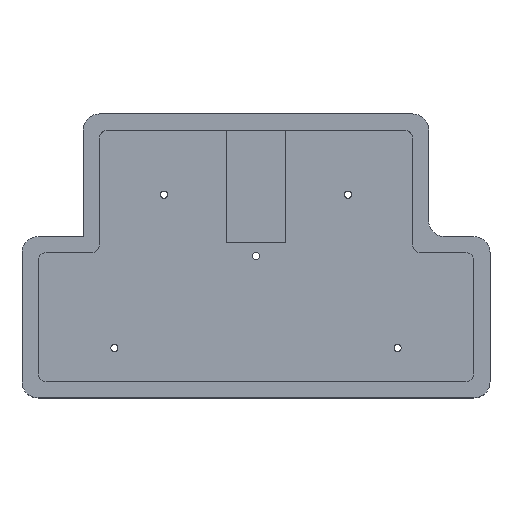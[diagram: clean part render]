
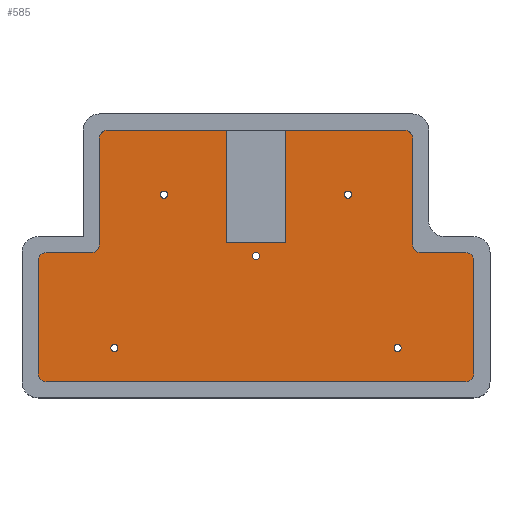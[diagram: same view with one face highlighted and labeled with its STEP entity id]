
A CAD part, top view. The second image highlights one B-rep face of the part: STEP entity #585.
In plain terms, the highlighted planar face has unit normal (0, 0, 1).
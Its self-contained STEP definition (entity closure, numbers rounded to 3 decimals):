
#192=CARTESIAN_POINT('',(-48.626,3.499,3.));
#193=VERTEX_POINT('',#192);
#194=CARTESIAN_POINT('',(-48.626,36.598,3.));
#195=VERTEX_POINT('',#194);
#196=CARTESIAN_POINT('',(-48.626,3.499,3.));
#197=DIRECTION('',(0.,1.,0.));
#198=VECTOR('',#197,33.099);
#199=LINE('',#196,#198);
#200=EDGE_CURVE('',#193,#195,#199,.T.);
#319=CARTESIAN_POINT('',(-66.77,-38.36,3.));
#320=DIRECTION('',(0.,0.,1.));
#321=DIRECTION('',(1.,0.,0.));
#322=AXIS2_PLACEMENT_3D('',#319,#320,#321);
#323=PLANE('',#322);
#324=CARTESIAN_POINT('',(-46.126,39.098,3.));
#325=VERTEX_POINT('',#324);
#326=CARTESIAN_POINT('',(-9.251,39.098,3.));
#327=VERTEX_POINT('',#326);
#328=CARTESIAN_POINT('',(-46.126,39.098,3.));
#329=DIRECTION('',(1.,0.,-0.));
#330=VECTOR('',#329,36.876);
#331=LINE('',#328,#330);
#332=EDGE_CURVE('',#325,#327,#331,.T.);
#333=ORIENTED_EDGE('',*,*,#332,.F.);
#334=CARTESIAN_POINT('',(-46.126,36.598,3.));
#335=DIRECTION('',(0.,0.,1.));
#336=DIRECTION('',(1.,0.,-0.));
#337=AXIS2_PLACEMENT_3D('',#334,#335,#336);
#338=CIRCLE('',#337,2.5);
#339=EDGE_CURVE('',#325,#195,#338,.T.);
#340=ORIENTED_EDGE('',*,*,#339,.T.);
#341=ORIENTED_EDGE('',*,*,#200,.F.);
#342=CARTESIAN_POINT('',(-51.126,0.999,3.));
#343=VERTEX_POINT('',#342);
#344=CARTESIAN_POINT('',(-51.126,3.499,3.));
#345=DIRECTION('',(0.,0.,1.));
#346=DIRECTION('',(1.,0.,-0.));
#347=AXIS2_PLACEMENT_3D('',#344,#345,#346);
#348=CIRCLE('',#347,2.5);
#349=EDGE_CURVE('',#343,#193,#348,.T.);
#350=ORIENTED_EDGE('',*,*,#349,.F.);
#351=CARTESIAN_POINT('',(-65.175,0.998,3.));
#352=VERTEX_POINT('',#351);
#353=CARTESIAN_POINT('',(-65.175,0.998,3.));
#354=DIRECTION('',(1.,0.,0.));
#355=VECTOR('',#354,14.049);
#356=LINE('',#353,#355);
#357=EDGE_CURVE('',#352,#343,#356,.T.);
#358=ORIENTED_EDGE('',*,*,#357,.F.);
#359=CARTESIAN_POINT('',(-67.675,-1.502,3.));
#360=VERTEX_POINT('',#359);
#361=CARTESIAN_POINT('',(-65.175,-1.502,3.));
#362=DIRECTION('',(0.,0.,1.));
#363=DIRECTION('',(1.,0.,-0.));
#364=AXIS2_PLACEMENT_3D('',#361,#362,#363);
#365=CIRCLE('',#364,2.5);
#366=EDGE_CURVE('',#352,#360,#365,.T.);
#367=ORIENTED_EDGE('',*,*,#366,.T.);
#368=CARTESIAN_POINT('',(-67.675,-36.602,3.));
#369=VERTEX_POINT('',#368);
#370=CARTESIAN_POINT('',(-67.675,-1.502,3.));
#371=DIRECTION('',(0.,-1.,0.));
#372=VECTOR('',#371,35.1);
#373=LINE('',#370,#372);
#374=EDGE_CURVE('',#360,#369,#373,.T.);
#375=ORIENTED_EDGE('',*,*,#374,.T.);
#376=CARTESIAN_POINT('',(-65.175,-39.102,3.));
#377=VERTEX_POINT('',#376);
#378=CARTESIAN_POINT('',(-65.175,-36.602,3.));
#379=DIRECTION('',(0.,0.,1.));
#380=DIRECTION('',(1.,0.,-0.));
#381=AXIS2_PLACEMENT_3D('',#378,#379,#380);
#382=CIRCLE('',#381,2.5);
#383=EDGE_CURVE('',#369,#377,#382,.T.);
#384=ORIENTED_EDGE('',*,*,#383,.T.);
#385=CARTESIAN_POINT('',(65.175,-39.102,3.));
#386=VERTEX_POINT('',#385);
#387=CARTESIAN_POINT('',(-65.175,-39.102,3.));
#388=DIRECTION('',(1.,0.,-0.));
#389=VECTOR('',#388,130.35);
#390=LINE('',#387,#389);
#391=EDGE_CURVE('',#377,#386,#390,.T.);
#392=ORIENTED_EDGE('',*,*,#391,.T.);
#393=CARTESIAN_POINT('',(67.675,-36.602,3.));
#394=VERTEX_POINT('',#393);
#395=CARTESIAN_POINT('',(65.175,-36.602,3.));
#396=DIRECTION('',(0.,0.,1.));
#397=DIRECTION('',(1.,0.,-0.));
#398=AXIS2_PLACEMENT_3D('',#395,#396,#397);
#399=CIRCLE('',#398,2.5);
#400=EDGE_CURVE('',#386,#394,#399,.T.);
#401=ORIENTED_EDGE('',*,*,#400,.T.);
#402=CARTESIAN_POINT('',(67.675,-1.502,3.));
#403=VERTEX_POINT('',#402);
#404=CARTESIAN_POINT('',(67.675,-1.502,3.));
#405=DIRECTION('',(0.,-1.,0.));
#406=VECTOR('',#405,35.1);
#407=LINE('',#404,#406);
#408=EDGE_CURVE('',#403,#394,#407,.T.);
#409=ORIENTED_EDGE('',*,*,#408,.F.);
#410=CARTESIAN_POINT('',(65.175,0.998,3.));
#411=VERTEX_POINT('',#410);
#412=CARTESIAN_POINT('',(65.175,-1.502,3.));
#413=DIRECTION('',(0.,0.,1.));
#414=DIRECTION('',(1.,0.,-0.));
#415=AXIS2_PLACEMENT_3D('',#412,#413,#414);
#416=CIRCLE('',#415,2.5);
#417=EDGE_CURVE('',#403,#411,#416,.T.);
#418=ORIENTED_EDGE('',*,*,#417,.T.);
#419=CARTESIAN_POINT('',(51.125,0.999,3.));
#420=VERTEX_POINT('',#419);
#421=CARTESIAN_POINT('',(65.175,0.998,3.));
#422=DIRECTION('',(-1.,0.,0.));
#423=VECTOR('',#422,14.05);
#424=LINE('',#421,#423);
#425=EDGE_CURVE('',#411,#420,#424,.T.);
#426=ORIENTED_EDGE('',*,*,#425,.T.);
#427=CARTESIAN_POINT('',(48.625,3.499,3.));
#428=VERTEX_POINT('',#427);
#429=CARTESIAN_POINT('',(51.125,3.499,3.));
#430=DIRECTION('',(-0.,-0.,-1.));
#431=DIRECTION('',(1.,0.,-0.));
#432=AXIS2_PLACEMENT_3D('',#429,#430,#431);
#433=CIRCLE('',#432,2.5);
#434=EDGE_CURVE('',#420,#428,#433,.T.);
#435=ORIENTED_EDGE('',*,*,#434,.T.);
#436=CARTESIAN_POINT('',(48.625,36.598,3.));
#437=VERTEX_POINT('',#436);
#438=CARTESIAN_POINT('',(48.625,3.499,3.));
#439=DIRECTION('',(0.,1.,0.));
#440=VECTOR('',#439,33.099);
#441=LINE('',#438,#440);
#442=EDGE_CURVE('',#428,#437,#441,.T.);
#443=ORIENTED_EDGE('',*,*,#442,.T.);
#444=CARTESIAN_POINT('',(46.125,39.098,3.));
#445=VERTEX_POINT('',#444);
#446=CARTESIAN_POINT('',(46.125,36.598,3.));
#447=DIRECTION('',(0.,0.,1.));
#448=DIRECTION('',(1.,0.,-0.));
#449=AXIS2_PLACEMENT_3D('',#446,#447,#448);
#450=CIRCLE('',#449,2.5);
#451=EDGE_CURVE('',#437,#445,#450,.T.);
#452=ORIENTED_EDGE('',*,*,#451,.T.);
#453=CARTESIAN_POINT('',(9.249,39.098,3.));
#454=VERTEX_POINT('',#453);
#455=CARTESIAN_POINT('',(9.249,39.098,3.));
#456=DIRECTION('',(1.,0.,-0.));
#457=VECTOR('',#456,36.876);
#458=LINE('',#455,#457);
#459=EDGE_CURVE('',#454,#445,#458,.T.);
#460=ORIENTED_EDGE('',*,*,#459,.F.);
#461=CARTESIAN_POINT('',(9.249,4.097,3.));
#462=VERTEX_POINT('',#461);
#463=CARTESIAN_POINT('',(9.249,39.098,3.));
#464=DIRECTION('',(0.,-1.,0.));
#465=VECTOR('',#464,35.);
#466=LINE('',#463,#465);
#467=EDGE_CURVE('',#454,#462,#466,.T.);
#468=ORIENTED_EDGE('',*,*,#467,.T.);
#469=CARTESIAN_POINT('',(-9.251,4.097,3.));
#470=VERTEX_POINT('',#469);
#471=CARTESIAN_POINT('',(-9.251,4.097,3.));
#472=DIRECTION('',(1.,0.,-0.));
#473=VECTOR('',#472,18.5);
#474=LINE('',#471,#473);
#475=EDGE_CURVE('',#470,#462,#474,.T.);
#476=ORIENTED_EDGE('',*,*,#475,.F.);
#477=CARTESIAN_POINT('',(-9.251,39.098,3.));
#478=DIRECTION('',(0.,-1.,0.));
#479=VECTOR('',#478,35.);
#480=LINE('',#477,#479);
#481=EDGE_CURVE('',#327,#470,#480,.T.);
#482=ORIENTED_EDGE('',*,*,#481,.F.);
#483=EDGE_LOOP('',(#333,#340,#341,#350,#358,#367,#375,#384,#392,#401,#409,#418,#426,#435,#443,#452,#460,#468,#476,#482));
#484=FACE_BOUND('',#483,.T.);
#485=CARTESIAN_POINT('',(-45.082,-28.577,3.));
#486=VERTEX_POINT('',#485);
#487=CARTESIAN_POINT('',(-42.882,-28.577,3.));
#488=VERTEX_POINT('',#487);
#489=CARTESIAN_POINT('',(-43.982,-28.577,3.));
#490=DIRECTION('',(0.,0.,1.));
#491=DIRECTION('',(1.,0.,-0.));
#492=AXIS2_PLACEMENT_3D('',#489,#490,#491);
#493=CIRCLE('',#492,1.1);
#494=EDGE_CURVE('',#486,#488,#493,.T.);
#495=ORIENTED_EDGE('',*,*,#494,.F.);
#496=CARTESIAN_POINT('',(-43.982,-28.577,3.));
#497=DIRECTION('',(0.,0.,1.));
#498=DIRECTION('',(1.,0.,-0.));
#499=AXIS2_PLACEMENT_3D('',#496,#497,#498);
#500=CIRCLE('',#499,1.1);
#501=EDGE_CURVE('',#488,#486,#500,.T.);
#502=ORIENTED_EDGE('',*,*,#501,.F.);
#503=EDGE_LOOP('',(#495,#502));
#504=FACE_BOUND('',#503,.T.);
#505=CARTESIAN_POINT('',(42.881,-28.577,3.));
#506=VERTEX_POINT('',#505);
#507=CARTESIAN_POINT('',(45.081,-28.577,3.));
#508=VERTEX_POINT('',#507);
#509=CARTESIAN_POINT('',(43.981,-28.577,3.));
#510=DIRECTION('',(0.,0.,1.));
#511=DIRECTION('',(1.,0.,-0.));
#512=AXIS2_PLACEMENT_3D('',#509,#510,#511);
#513=CIRCLE('',#512,1.1);
#514=EDGE_CURVE('',#506,#508,#513,.T.);
#515=ORIENTED_EDGE('',*,*,#514,.F.);
#516=CARTESIAN_POINT('',(43.981,-28.577,3.));
#517=DIRECTION('',(0.,0.,1.));
#518=DIRECTION('',(1.,0.,-0.));
#519=AXIS2_PLACEMENT_3D('',#516,#517,#518);
#520=CIRCLE('',#519,1.1);
#521=EDGE_CURVE('',#508,#506,#520,.T.);
#522=ORIENTED_EDGE('',*,*,#521,.F.);
#523=EDGE_LOOP('',(#515,#522));
#524=FACE_BOUND('',#523,.T.);
#525=CARTESIAN_POINT('',(-1.101,-0.002,3.));
#526=VERTEX_POINT('',#525);
#527=CARTESIAN_POINT('',(1.099,-0.002,3.));
#528=VERTEX_POINT('',#527);
#529=CARTESIAN_POINT('',(-0.001,-0.002,3.));
#530=DIRECTION('',(0.,0.,1.));
#531=DIRECTION('',(1.,0.,-0.));
#532=AXIS2_PLACEMENT_3D('',#529,#530,#531);
#533=CIRCLE('',#532,1.1);
#534=EDGE_CURVE('',#526,#528,#533,.T.);
#535=ORIENTED_EDGE('',*,*,#534,.F.);
#536=CARTESIAN_POINT('',(-0.001,-0.002,3.));
#537=DIRECTION('',(0.,0.,1.));
#538=DIRECTION('',(1.,0.,-0.));
#539=AXIS2_PLACEMENT_3D('',#536,#537,#538);
#540=CIRCLE('',#539,1.1);
#541=EDGE_CURVE('',#528,#526,#540,.T.);
#542=ORIENTED_EDGE('',*,*,#541,.F.);
#543=EDGE_LOOP('',(#535,#542));
#544=FACE_BOUND('',#543,.T.);
#545=CARTESIAN_POINT('',(27.474,19.048,3.));
#546=VERTEX_POINT('',#545);
#547=CARTESIAN_POINT('',(29.674,19.048,3.));
#548=VERTEX_POINT('',#547);
#549=CARTESIAN_POINT('',(28.574,19.048,3.));
#550=DIRECTION('',(0.,0.,1.));
#551=DIRECTION('',(1.,0.,-0.));
#552=AXIS2_PLACEMENT_3D('',#549,#550,#551);
#553=CIRCLE('',#552,1.1);
#554=EDGE_CURVE('',#546,#548,#553,.T.);
#555=ORIENTED_EDGE('',*,*,#554,.F.);
#556=CARTESIAN_POINT('',(28.574,19.048,3.));
#557=DIRECTION('',(0.,0.,1.));
#558=DIRECTION('',(1.,0.,-0.));
#559=AXIS2_PLACEMENT_3D('',#556,#557,#558);
#560=CIRCLE('',#559,1.1);
#561=EDGE_CURVE('',#548,#546,#560,.T.);
#562=ORIENTED_EDGE('',*,*,#561,.F.);
#563=EDGE_LOOP('',(#555,#562));
#564=FACE_BOUND('',#563,.T.);
#565=CARTESIAN_POINT('',(-29.676,19.048,3.));
#566=VERTEX_POINT('',#565);
#567=CARTESIAN_POINT('',(-27.476,19.048,3.));
#568=VERTEX_POINT('',#567);
#569=CARTESIAN_POINT('',(-28.576,19.048,3.));
#570=DIRECTION('',(0.,0.,1.));
#571=DIRECTION('',(1.,0.,-0.));
#572=AXIS2_PLACEMENT_3D('',#569,#570,#571);
#573=CIRCLE('',#572,1.1);
#574=EDGE_CURVE('',#566,#568,#573,.T.);
#575=ORIENTED_EDGE('',*,*,#574,.F.);
#576=CARTESIAN_POINT('',(-28.576,19.048,3.));
#577=DIRECTION('',(0.,0.,1.));
#578=DIRECTION('',(1.,0.,-0.));
#579=AXIS2_PLACEMENT_3D('',#576,#577,#578);
#580=CIRCLE('',#579,1.1);
#581=EDGE_CURVE('',#568,#566,#580,.T.);
#582=ORIENTED_EDGE('',*,*,#581,.F.);
#583=EDGE_LOOP('',(#575,#582));
#584=FACE_BOUND('',#583,.T.);
#585=ADVANCED_FACE('',(#484,#504,#524,#544,#564,#584),#323,.T.);
